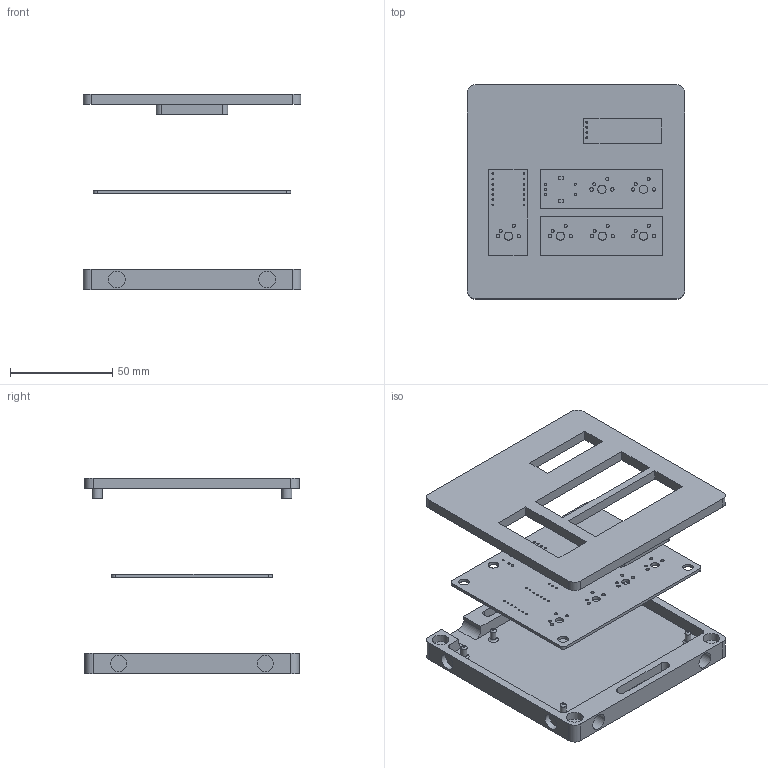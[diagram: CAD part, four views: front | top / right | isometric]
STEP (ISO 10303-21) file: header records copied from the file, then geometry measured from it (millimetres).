
FILE_DESCRIPTION(/* description */ ('STEP AP242 Edition 2','CAx-IF Rec.Pracs.---Representation and Presentation of Product Manufacturing Information (PMI)---4.0---2014-10-13','CAx-IF Rec.Pracs.---3D Tessellated Geometry---0.4---2014-09-14','2;1','CAx-IF Rec.Pracs.---User Defined Attributes---1.5---2016-08-15'),/* implementation_level */ '2;1');
FILE_NAME(/* name */ '69273aa200ca487cc1358b53',/* time_stamp */ '2025-11-26T17:36:34Z',/* author */ (''),/* organization */ (''),/* preprocessor_version */ 'ST-DEVELOPER v20',/* originating_system */ 'ONSHAPE BY PTC INC, 1.207',/* authorisation */ ' ');
FILE_SCHEMA (('AP242_MANAGED_MODEL_BASED_3D_ENGINEERING_MIM_LF { 1 0 10303 442 3 1 4 }'));
Length unit declared in the file: metre
Products named in the file (4): Assembly 1; Part 1; BikeWatch_V1_PCB
Assembly tree (3 placements, depth 2):
  Assembly 1
    Part 1
    BikeWatch_V1_PCB
    Part 1
Bounding box: 106.52 x 104.75 x 95.6 mm (x, y, z)
Volume: 109009.7 mm3; surface area: 67392.4 mm2
Topology: 3 solids, 3 shells, 201 faces, 499 edges, 330 vertices
Faces by surface type: cylinder 113, plane 80, torus 8
Full cylindrical faces by diameter (mm): 0.7 x2, 0.889 x14, 1 x9, 1.21 x2, 1.5 x12, 1.7 x12, 3 x4, 4 x6, 5.08 x4, 7.95 x4, 8.2 x10, 8.3 x4
Entity records: 6825 total; most frequent: DIRECTION 1052, CARTESIAN_POINT 943, ORIENTED_EDGE 816, EDGE_LOOP 452, FACE_BOUND 452, AXIS2_PLACEMENT_3D 439, EDGE_CURVE 408, VERTEX_POINT 330
